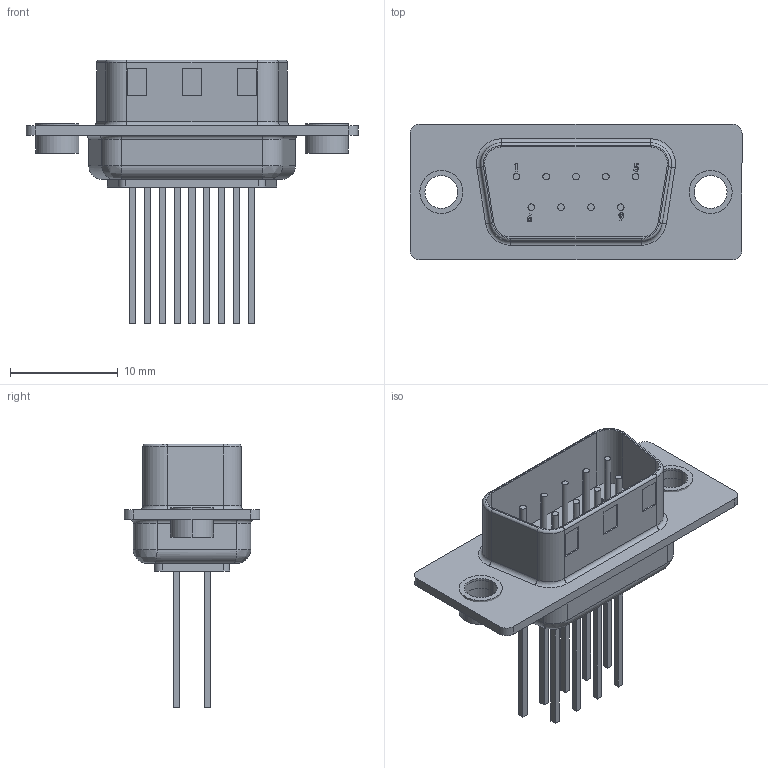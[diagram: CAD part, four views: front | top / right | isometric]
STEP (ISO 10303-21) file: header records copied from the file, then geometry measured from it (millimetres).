
FILE_DESCRIPTION((''),'2;1');
FILE_NAME('NORCOMP_172-009-142R011.stp','2014-08-21T08:58:30',(''),(''),'Mechanical Desktop 2011','Mechanical Desktop 2011',', , ');
FILE_SCHEMA(('AUTOMOTIVE_DESIGN { 1 2 10303 214 1 1 1 1 }'));
Length unit declared in the file: millimetre
Products named in the file (1): Product
Bounding box: 30.81 x 12.6 x 24.47 mm (x, y, z)
Volume: 1361.8 mm3; surface area: 2329.1 mm2
Topology: 22 solids, 22 shells, 264 faces, 583 edges, 378 vertices
Faces by surface type: plane 158, cylinder 66, bspline 28, torus 12
Entity records: 8629 total; most frequent: CARTESIAN_POINT 2778, ORIENTED_EDGE 1166, DIRECTION 1149, EDGE_CURVE 583, VECTOR 387, LINE 387, AXIS2_PLACEMENT_3D 381, VERTEX_POINT 378
